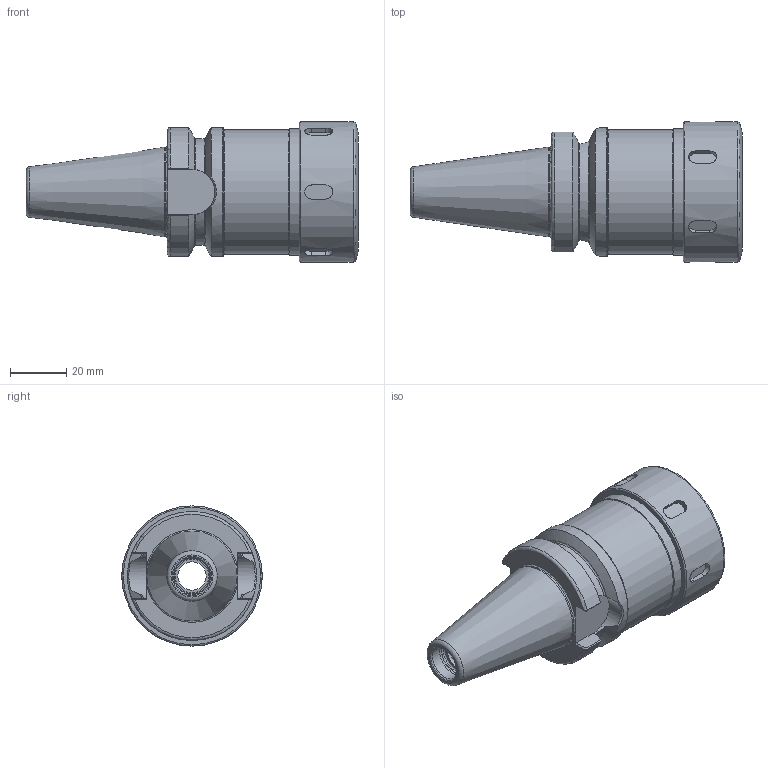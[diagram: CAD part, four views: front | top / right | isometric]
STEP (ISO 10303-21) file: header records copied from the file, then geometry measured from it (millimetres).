
FILE_DESCRIPTION(/* description */ (''),/* implementation_level */ '2;1');
FILE_NAME(/* name */ 'BT30-SX25M-070.stp',/* time_stamp */ '2019-06-19T14:18:20-05:00',/* author */ ('ldfli'),/* organization */ (''),/* preprocessor_version */ 'ST-DEVELOPER v18',/* originating_system */ 'Autodesk Inventor LT',/* authorisation */ '');
FILE_SCHEMA (('AUTOMOTIVE_DESIGN { 1 0 10303 214 3 1 1 }'));
Length unit declared in the file: millimetre
Products named in the file (1): BT30-SX25M-070
Bounding box: 118.4 x 50 x 50 mm (x, y, z)
Volume: 88377.2 mm3; surface area: 32235 mm2
Topology: 2 solids, 2 shells, 125 faces, 370 edges, 261 vertices
Faces by surface type: plane 49, cylinder 32, torus 23, cone 11, bspline 10
Full cylindrical faces by diameter (mm): 10.106 x1, 12.5 x1, 13.1 x1, 21 x1, 29 x1, 29.67 x1, 31.999 x1, 32.2 x1, 43.5 x1, 44.45 x1, 45 x1, 45.5 x1, 46 x1, 50 x1
Entity records: 5078 total; most frequent: CARTESIAN_POINT 1666, ORIENTED_EDGE 740, DIRECTION 692, EDGE_CURVE 370, AXIS2_PLACEMENT_3D 285, VERTEX_POINT 261, CIRCLE 169, EDGE_LOOP 141
